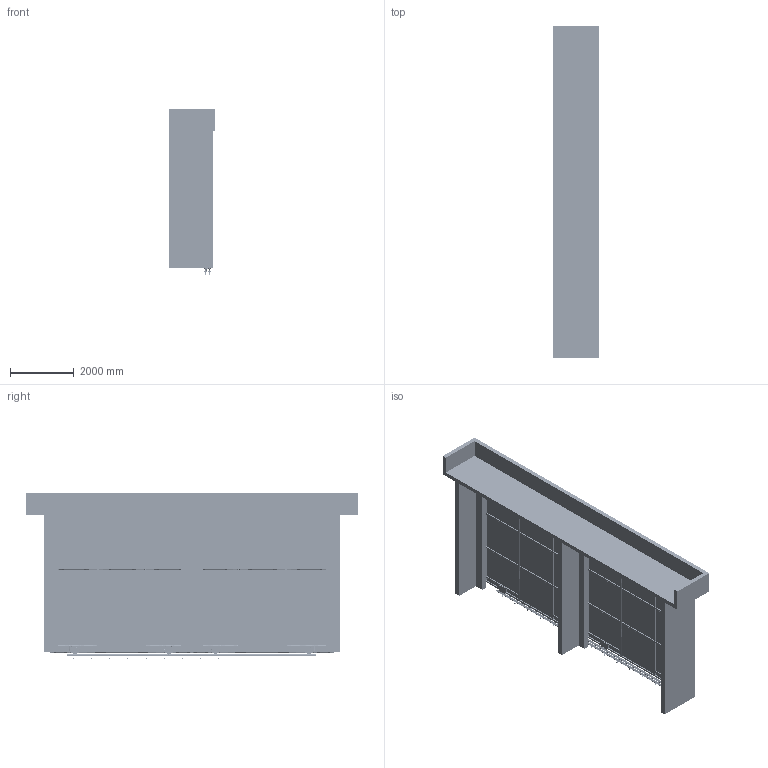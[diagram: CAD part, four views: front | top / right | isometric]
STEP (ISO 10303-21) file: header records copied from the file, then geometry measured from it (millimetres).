
FILE_DESCRIPTION(('FreeCAD Model'),'2;1');
FILE_NAME('Open CASCADE Shape Model','2025-05-01T08:40:48',('FreeCAD'),( 'FreeCAD'),'Open CASCADE STEP processor 7.6','FreeCAD','Unknown');
FILE_SCHEMA(('AUTOMOTIVE_DESIGN { 1 0 10303 214 1 1 1 1 }'));
Products named in the file (1): Open CASCADE STEP translator 7.6 1
Bounding box: 1409.57 x 10374.46 x 5198.09 mm (x, y, z)
Volume: 14090498889.8 mm3; surface area: 319994512.1 mm2
Topology: 608 solids, 608 shells, 9822 faces, 22486 edges, 13496 vertices
Faces by surface type: bspline 9822
Entity records: 419634 total; most frequent: CARTESIAN_POINT 289505, ORIENTED_EDGE 43852, EDGE_CURVE 21926, B_SPLINE_CURVE_WITH_KNOTS 13674, VERTEX_POINT 13496, FACE_BOUND 10818, EDGE_LOOP 10818, ADVANCED_FACE 9822
